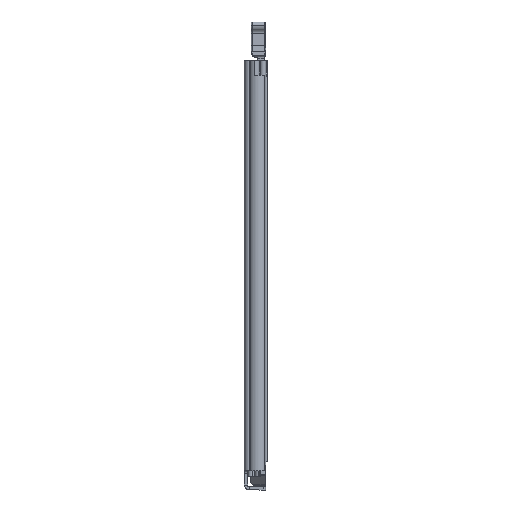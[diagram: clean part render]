
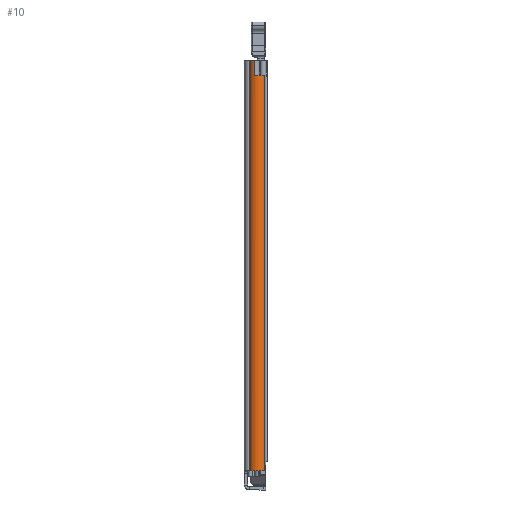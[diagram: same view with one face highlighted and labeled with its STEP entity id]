
A CAD part, front view. The second image highlights one B-rep face of the part: STEP entity #10.
In plain terms, the highlighted cylindrical face has radius 7.6 mm (diameter 15.2 mm), a partial arc.
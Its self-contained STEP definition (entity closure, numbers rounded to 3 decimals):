
#10 = ADVANCED_FACE ( 'NONE', ( #29116 ), #629, .T. ) ;
#145 = AXIS2_PLACEMENT_3D ( 'NONE', #23943, #5967, #3389 ) ;
#258 = LINE ( 'NONE', #2501, #9733 ) ;
#629 = CYLINDRICAL_SURFACE ( 'NONE', #30892, 7.6 ) ;
#631 = CARTESIAN_POINT ( 'NONE',  ( 8.413, -37.778, -355.6 ) ) ;
#1718 = CARTESIAN_POINT ( 'NONE',  ( 5.244, -35.891, -339.6 ) ) ;
#2161 = CARTESIAN_POINT ( 'NONE',  ( 16.488, -35.307, -12.2 ) ) ;
#2162 = DIRECTION ( 'NONE',  ( 1., 0., 0. ) ) ;
#2386 = EDGE_CURVE ( 'NONE', #23225, #24921, #24775, .T. ) ;
#2501 = CARTESIAN_POINT ( 'NONE',  ( 16.488, -35.307, -355.6 ) ) ;
#2657 = DIRECTION ( 'NONE',  ( 0., 0., 1. ) ) ;
#2670 = VERTEX_POINT ( 'NONE', #18311 ) ;
#2694 = CARTESIAN_POINT ( 'NONE',  ( 10.602, -30.5, -355.6 ) ) ;
#3389 = DIRECTION ( 'NONE',  ( 1., 0., 0. ) ) ;
#3446 = LINE ( 'NONE', #11547, #18741 ) ;
#4965 = EDGE_CURVE ( 'NONE', #24484, #33019, #32050, .T. ) ;
#5967 = DIRECTION ( 'NONE',  ( 0., 0., -1. ) ) ;
#6897 = ORIENTED_EDGE ( 'NONE', *, *, #4965, .T. ) ;
#8972 = ORIENTED_EDGE ( 'NONE', *, *, #31885, .T. ) ;
#9733 = VECTOR ( 'NONE', #13003, 1000. ) ;
#10719 = EDGE_CURVE ( 'NONE', #23225, #2670, #3446, .T. ) ;
#11122 = DIRECTION ( 'NONE',  ( 0., 0., 1. ) ) ;
#11547 = CARTESIAN_POINT ( 'NONE',  ( 5.244, -35.891, -355.6 ) ) ;
#12831 = DIRECTION ( 'NONE',  ( 0., 0., 1. ) ) ;
#13003 = DIRECTION ( 'NONE',  ( 0., 0., 1. ) ) ;
#13790 = DIRECTION ( 'NONE',  ( 0., 0., 1. ) ) ;
#14436 = AXIS2_PLACEMENT_3D ( 'NONE', #28409, #12831, #2162 ) ;
#15454 = ORIENTED_EDGE ( 'NONE', *, *, #2386, .T. ) ;
#15990 = ORIENTED_EDGE ( 'NONE', *, *, #33080, .F. ) ;
#18311 = CARTESIAN_POINT ( 'NONE',  ( 5.244, -35.891, 0. ) ) ;
#18741 = VECTOR ( 'NONE', #13790, 1000. ) ;
#18875 = EDGE_LOOP ( 'NONE', ( #15454, #24636, #15990, #6897, #8972, #33820 ) ) ;
#19324 = VECTOR ( 'NONE', #24275, 1000. ) ;
#19995 = CIRCLE ( 'NONE', #145, 7.6 ) ;
#20993 = DIRECTION ( 'NONE',  ( 1., 0., 0. ) ) ;
#21111 = CARTESIAN_POINT ( 'NONE',  ( 10.602, -30.5, -339.6 ) ) ;
#21284 = DIRECTION ( 'NONE',  ( 1., 0., 0. ) ) ;
#23225 = VERTEX_POINT ( 'NONE', #1718 ) ;
#23482 = CARTESIAN_POINT ( 'NONE',  ( 16.488, -35.307, -339.6 ) ) ;
#23943 = CARTESIAN_POINT ( 'NONE',  ( 10.602, -30.5, 0. ) ) ;
#24275 = DIRECTION ( 'NONE',  ( 0., 0., 1. ) ) ;
#24484 = VERTEX_POINT ( 'NONE', #28862 ) ;
#24636 = ORIENTED_EDGE ( 'NONE', *, *, #30364, .T. ) ;
#24775 = CIRCLE ( 'NONE', #33045, 7.6 ) ;
#24921 = VERTEX_POINT ( 'NONE', #23482 ) ;
#27557 = CARTESIAN_POINT ( 'NONE',  ( 8.413, -37.778, 0. ) ) ;
#28253 = CIRCLE ( 'NONE', #14436, 7.6 ) ;
#28409 = CARTESIAN_POINT ( 'NONE',  ( 10.602, -30.5, -12.2 ) ) ;
#28862 = CARTESIAN_POINT ( 'NONE',  ( 8.413, -37.778, -12.2 ) ) ;
#29116 = FACE_OUTER_BOUND ( 'NONE', #18875, .T. ) ;
#30353 = VERTEX_POINT ( 'NONE', #2161 ) ;
#30364 = EDGE_CURVE ( 'NONE', #24921, #30353, #258, .T. ) ;
#30892 = AXIS2_PLACEMENT_3D ( 'NONE', #2694, #11122, #20993 ) ;
#31885 = EDGE_CURVE ( 'NONE', #33019, #2670, #19995, .T. ) ;
#32050 = LINE ( 'NONE', #631, #19324 ) ;
#33019 = VERTEX_POINT ( 'NONE', #27557 ) ;
#33045 = AXIS2_PLACEMENT_3D ( 'NONE', #21111, #2657, #21284 ) ;
#33080 = EDGE_CURVE ( 'NONE', #24484, #30353, #28253, .T. ) ;
#33820 = ORIENTED_EDGE ( 'NONE', *, *, #10719, .F. ) ;
